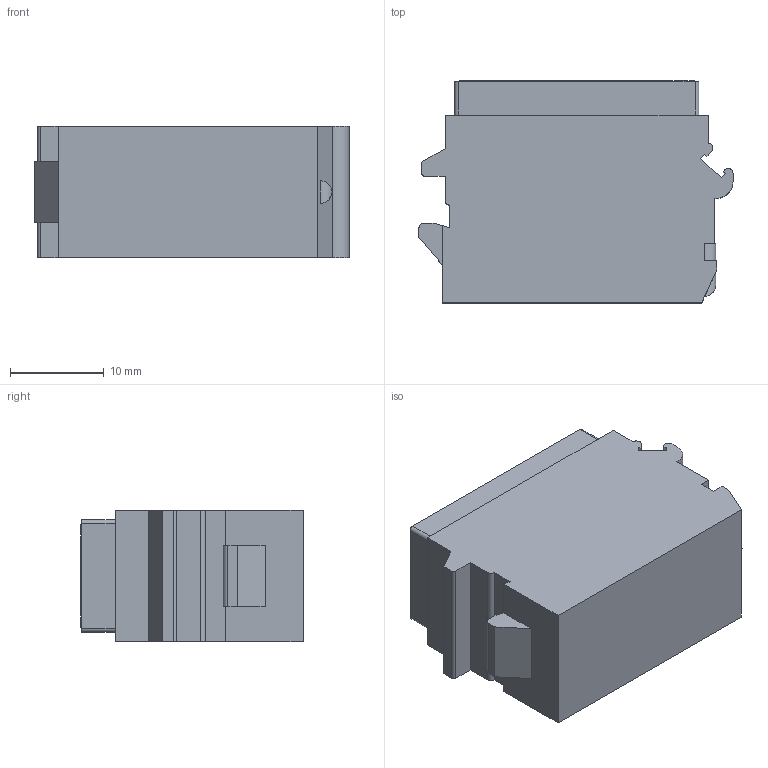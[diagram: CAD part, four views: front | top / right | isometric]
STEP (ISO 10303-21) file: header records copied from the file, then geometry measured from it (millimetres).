
FILE_DESCRIPTION((''),'2;1');
FILE_NAME('00177750104','2020-09-01T',('presta_be4'),(''),'CREO PARAMETRIC BY PTC INC, 2018360','CREO PARAMETRIC BY PTC INC, 2018360','');
FILE_SCHEMA(('CONFIG_CONTROL_DESIGN'));
Products named in the file (1): 00177750104
Bounding box: 33.45 x 23.65 x 14 mm (x, y, z)
Volume: 7155.6 mm3; surface area: 8826.4 mm2
Topology: 7 solids, 7 shells, 1448 faces, 3831 edges, 2431 vertices
Faces by surface type: plane 699, cylinder 313, torus 216, cone 156, bspline 64
Entity records: 53785 total; most frequent: CARTESIAN_POINT 17806, ORIENTED_EDGE 7630, DIRECTION 7539, EDGE_CURVE 3815, AXIS2_PLACEMENT_3D 2840, VERTEX_POINT 2431, VECTOR 1859, LINE 1859
